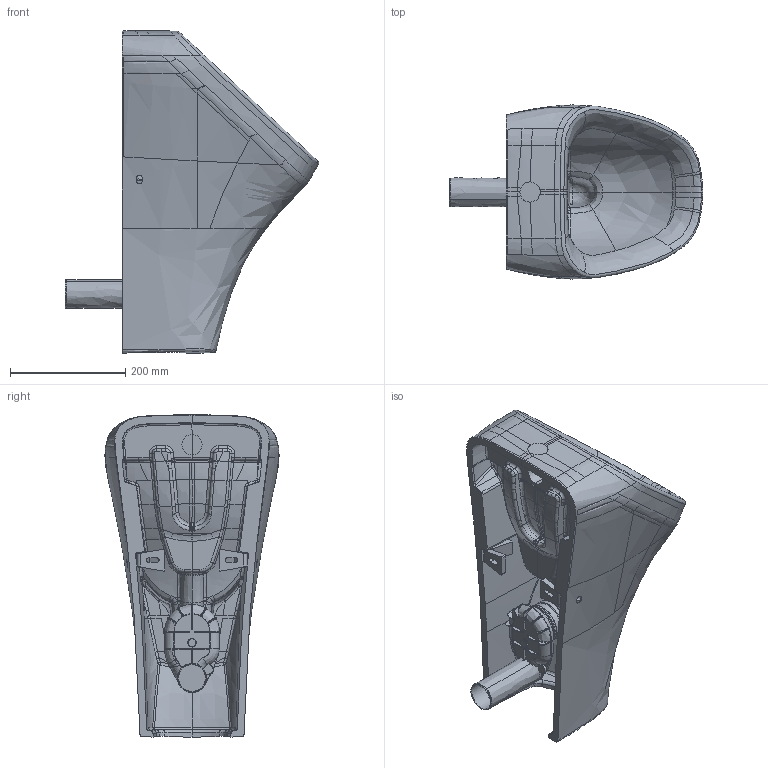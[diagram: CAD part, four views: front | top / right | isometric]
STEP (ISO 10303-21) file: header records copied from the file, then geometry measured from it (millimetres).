
FILE_DESCRIPTION((''),'2;1');
FILE_NAME('280430.stp','2014-10-29T13:22:55',('Administrator'),(''),'Autodesk Inventor 2011','Autodesk Inventor 2011','');
FILE_SCHEMA(('CONFIG_CONTROL_DESIGN'));
Length unit declared in the file: millimetre
Products named in the file (4): 280430; Urinal_Absaugesifon; Part1
Assembly tree (4 placements, depth 2):
  280430
    280430
    Urinal_Absaugesifon
    Part1  x2
Bounding box: 439.86 x 302.18 x 559.9 mm (x, y, z)
Volume: 9537203.9 mm3; surface area: 963899.5 mm2
Topology: 4 solids, 4 shells, 1914 faces, 5032 edges, 3109 vertices
Faces by surface type: bspline 1158, plane 670, cylinder 64, sphere 13, torus 8, cone 1
Full cylindrical faces by diameter (mm): 10 x2, 46.515 x1, 50 x1
Entity records: 277728 total; most frequent: CARTESIAN_POINT 237720, ORIENTED_EDGE 9840, DIRECTION 5116, EDGE_CURVE 4920, VERTEX_POINT 3059, VECTOR 2122, LINE 2122, B_SPLINE_CURVE_WITH_KNOTS 2039
